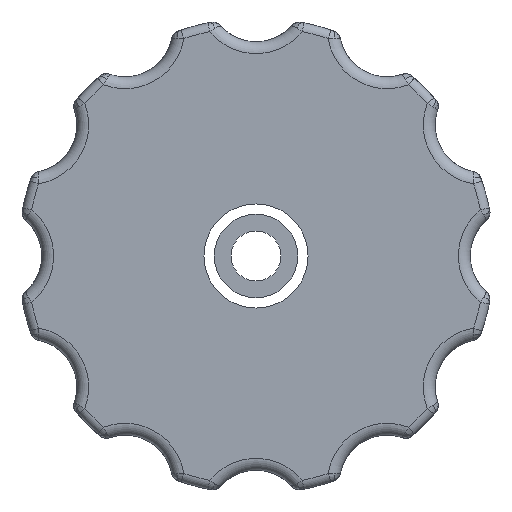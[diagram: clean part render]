
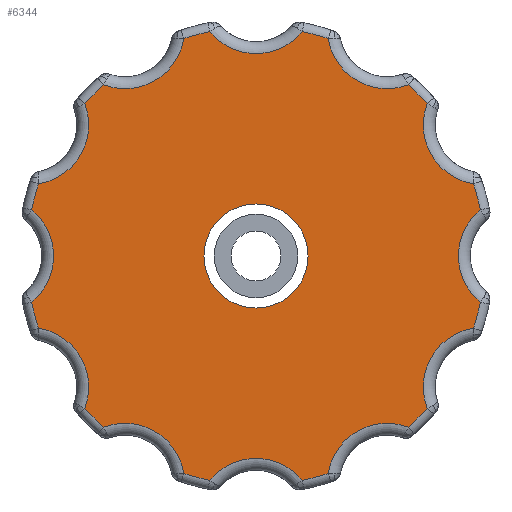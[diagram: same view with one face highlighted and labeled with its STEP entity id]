
A CAD part, front view. The second image highlights one B-rep face of the part: STEP entity #6344.
In plain terms, the highlighted planar face has unit normal (0, -1, 0).
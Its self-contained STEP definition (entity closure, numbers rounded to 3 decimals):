
#42=FACE_BOUND('',#884,.T.);
#54=PLANE('',#6872);
#458=FACE_OUTER_BOUND('',#883,.T.);
#883=EDGE_LOOP('',(#4659,#4660,#4661,#4662,#4663,#4664,#4665,#4666,#4667,
#4668,#4669,#4670,#4671,#4672,#4673,#4674,#4675,#4676,#4677,#4678,#4679,
#4680,#4681,#4682));
#884=EDGE_LOOP('',(#4683));
#1185=CIRCLE('',#6697,10.);
#1189=CIRCLE('',#6702,38.5);
#1204=CIRCLE('',#6722,38.5);
#1209=CIRCLE('',#6730,10.);
#1212=CIRCLE('',#6736,38.5);
#1217=CIRCLE('',#6744,10.);
#1220=CIRCLE('',#6750,38.5);
#1225=CIRCLE('',#6758,10.);
#1228=CIRCLE('',#6764,38.5);
#1233=CIRCLE('',#6772,10.);
#1236=CIRCLE('',#6778,38.5);
#1241=CIRCLE('',#6786,10.);
#1244=CIRCLE('',#6792,38.5);
#1249=CIRCLE('',#6800,10.);
#1252=CIRCLE('',#6806,38.5);
#1257=CIRCLE('',#6814,10.);
#1260=CIRCLE('',#6820,38.5);
#1265=CIRCLE('',#6828,10.);
#1268=CIRCLE('',#6834,38.5);
#1273=CIRCLE('',#6842,10.);
#1276=CIRCLE('',#6848,38.5);
#1281=CIRCLE('',#6856,10.);
#1284=CIRCLE('',#6862,38.5);
#1288=CIRCLE('',#6869,10.);
#1290=CIRCLE('',#6873,8.75);
#2390=VERTEX_POINT('',#9248);
#2394=VERTEX_POINT('',#9338);
#2406=VERTEX_POINT('',#9578);
#2436=VERTEX_POINT('',#9757);
#2439=VERTEX_POINT('',#9863);
#2450=VERTEX_POINT('',#10105);
#2453=VERTEX_POINT('',#10211);
#2464=VERTEX_POINT('',#10453);
#2467=VERTEX_POINT('',#10559);
#2478=VERTEX_POINT('',#10801);
#2481=VERTEX_POINT('',#10907);
#2492=VERTEX_POINT('',#11149);
#2495=VERTEX_POINT('',#11255);
#2506=VERTEX_POINT('',#11485);
#2509=VERTEX_POINT('',#11591);
#2520=VERTEX_POINT('',#11821);
#2523=VERTEX_POINT('',#11927);
#2534=VERTEX_POINT('',#12163);
#2537=VERTEX_POINT('',#12269);
#2548=VERTEX_POINT('',#12511);
#2551=VERTEX_POINT('',#12617);
#2562=VERTEX_POINT('',#12859);
#2565=VERTEX_POINT('',#12965);
#2576=VERTEX_POINT('',#13207);
#2583=VERTEX_POINT('',#13527);
#3025=EDGE_CURVE('',#2390,#2394,#1185,.T.);
#3029=EDGE_CURVE('',#2406,#2390,#1189,.T.);
#3063=EDGE_CURVE('',#2394,#2436,#1204,.T.);
#3082=EDGE_CURVE('',#2436,#2439,#1209,.T.);
#3088=EDGE_CURVE('',#2439,#2450,#1212,.T.);
#3107=EDGE_CURVE('',#2450,#2453,#1217,.T.);
#3113=EDGE_CURVE('',#2453,#2464,#1220,.T.);
#3132=EDGE_CURVE('',#2464,#2467,#1225,.T.);
#3138=EDGE_CURVE('',#2467,#2478,#1228,.T.);
#3157=EDGE_CURVE('',#2478,#2481,#1233,.T.);
#3163=EDGE_CURVE('',#2481,#2492,#1236,.T.);
#3182=EDGE_CURVE('',#2492,#2495,#1241,.T.);
#3188=EDGE_CURVE('',#2495,#2506,#1244,.T.);
#3207=EDGE_CURVE('',#2506,#2509,#1249,.T.);
#3213=EDGE_CURVE('',#2509,#2520,#1252,.T.);
#3232=EDGE_CURVE('',#2520,#2523,#1257,.T.);
#3238=EDGE_CURVE('',#2523,#2534,#1260,.T.);
#3257=EDGE_CURVE('',#2534,#2537,#1265,.T.);
#3263=EDGE_CURVE('',#2537,#2548,#1268,.T.);
#3282=EDGE_CURVE('',#2548,#2551,#1273,.T.);
#3288=EDGE_CURVE('',#2551,#2562,#1276,.T.);
#3307=EDGE_CURVE('',#2562,#2565,#1281,.T.);
#3313=EDGE_CURVE('',#2565,#2576,#1284,.T.);
#3328=EDGE_CURVE('',#2576,#2406,#1288,.T.);
#3330=EDGE_CURVE('',#2583,#2583,#1290,.T.);
#4659=ORIENTED_EDGE('',*,*,#3025,.F.);
#4660=ORIENTED_EDGE('',*,*,#3029,.F.);
#4661=ORIENTED_EDGE('',*,*,#3328,.F.);
#4662=ORIENTED_EDGE('',*,*,#3313,.F.);
#4663=ORIENTED_EDGE('',*,*,#3307,.F.);
#4664=ORIENTED_EDGE('',*,*,#3288,.F.);
#4665=ORIENTED_EDGE('',*,*,#3282,.F.);
#4666=ORIENTED_EDGE('',*,*,#3263,.F.);
#4667=ORIENTED_EDGE('',*,*,#3257,.F.);
#4668=ORIENTED_EDGE('',*,*,#3238,.F.);
#4669=ORIENTED_EDGE('',*,*,#3232,.F.);
#4670=ORIENTED_EDGE('',*,*,#3213,.F.);
#4671=ORIENTED_EDGE('',*,*,#3207,.F.);
#4672=ORIENTED_EDGE('',*,*,#3188,.F.);
#4673=ORIENTED_EDGE('',*,*,#3182,.F.);
#4674=ORIENTED_EDGE('',*,*,#3163,.F.);
#4675=ORIENTED_EDGE('',*,*,#3157,.F.);
#4676=ORIENTED_EDGE('',*,*,#3138,.F.);
#4677=ORIENTED_EDGE('',*,*,#3132,.F.);
#4678=ORIENTED_EDGE('',*,*,#3113,.F.);
#4679=ORIENTED_EDGE('',*,*,#3107,.F.);
#4680=ORIENTED_EDGE('',*,*,#3088,.F.);
#4681=ORIENTED_EDGE('',*,*,#3082,.F.);
#4682=ORIENTED_EDGE('',*,*,#3063,.F.);
#4683=ORIENTED_EDGE('',*,*,#3330,.F.);
#6344=ADVANCED_FACE('',(#458,#42),#54,.T.);
#6697=AXIS2_PLACEMENT_3D('',#9573,#7304,#7305);
#6702=AXIS2_PLACEMENT_3D('',#9580,#7314,#7315);
#6722=AXIS2_PLACEMENT_3D('',#9758,#7357,#7358);
#6730=AXIS2_PLACEMENT_3D('',#10087,#7376,#7377);
#6736=AXIS2_PLACEMENT_3D('',#10106,#7389,#7390);
#6744=AXIS2_PLACEMENT_3D('',#10435,#7408,#7409);
#6750=AXIS2_PLACEMENT_3D('',#10454,#7421,#7422);
#6758=AXIS2_PLACEMENT_3D('',#10783,#7440,#7441);
#6764=AXIS2_PLACEMENT_3D('',#10802,#7453,#7454);
#6772=AXIS2_PLACEMENT_3D('',#11131,#7472,#7473);
#6778=AXIS2_PLACEMENT_3D('',#11150,#7485,#7486);
#6786=AXIS2_PLACEMENT_3D('',#11467,#7504,#7505);
#6792=AXIS2_PLACEMENT_3D('',#11486,#7517,#7518);
#6800=AXIS2_PLACEMENT_3D('',#11803,#7536,#7537);
#6806=AXIS2_PLACEMENT_3D('',#11822,#7549,#7550);
#6814=AXIS2_PLACEMENT_3D('',#12145,#7568,#7569);
#6820=AXIS2_PLACEMENT_3D('',#12164,#7581,#7582);
#6828=AXIS2_PLACEMENT_3D('',#12493,#7600,#7601);
#6834=AXIS2_PLACEMENT_3D('',#12512,#7613,#7614);
#6842=AXIS2_PLACEMENT_3D('',#12841,#7632,#7633);
#6848=AXIS2_PLACEMENT_3D('',#12860,#7645,#7646);
#6856=AXIS2_PLACEMENT_3D('',#13189,#7664,#7665);
#6862=AXIS2_PLACEMENT_3D('',#13208,#7677,#7678);
#6869=AXIS2_PLACEMENT_3D('',#13523,#7693,#7694);
#6872=AXIS2_PLACEMENT_3D('',#13526,#7699,#7700);
#6873=AXIS2_PLACEMENT_3D('',#13528,#7701,#7702);
#7304=DIRECTION('center_axis',(0.,-1.,0.));
#7305=DIRECTION('ref_axis',(-0.866,0.,0.5));
#7314=DIRECTION('center_axis',(0.,1.,0.));
#7315=DIRECTION('ref_axis',(-1.,0.,0.));
#7357=DIRECTION('center_axis',(0.,1.,0.));
#7358=DIRECTION('ref_axis',(-1.,0.,0.));
#7376=DIRECTION('center_axis',(0.,-1.,0.));
#7377=DIRECTION('ref_axis',(-0.5,0.,0.866));
#7389=DIRECTION('center_axis',(0.,1.,0.));
#7390=DIRECTION('ref_axis',(-1.,0.,0.));
#7408=DIRECTION('center_axis',(0.,-1.,0.));
#7409=DIRECTION('ref_axis',(0.,0.,1.));
#7421=DIRECTION('center_axis',(0.,1.,0.));
#7422=DIRECTION('ref_axis',(-1.,0.,0.));
#7440=DIRECTION('center_axis',(0.,-1.,0.));
#7441=DIRECTION('ref_axis',(0.5,0.,0.866));
#7453=DIRECTION('center_axis',(0.,1.,0.));
#7454=DIRECTION('ref_axis',(-1.,0.,0.));
#7472=DIRECTION('center_axis',(0.,-1.,0.));
#7473=DIRECTION('ref_axis',(0.866,0.,0.5));
#7485=DIRECTION('center_axis',(0.,1.,0.));
#7486=DIRECTION('ref_axis',(-1.,0.,0.));
#7504=DIRECTION('center_axis',(0.,-1.,0.));
#7505=DIRECTION('ref_axis',(1.,0.,0.));
#7517=DIRECTION('center_axis',(0.,1.,0.));
#7518=DIRECTION('ref_axis',(-1.,0.,0.));
#7536=DIRECTION('center_axis',(0.,-1.,0.));
#7537=DIRECTION('ref_axis',(0.866,0.,-0.5));
#7549=DIRECTION('center_axis',(0.,1.,0.));
#7550=DIRECTION('ref_axis',(-1.,0.,0.));
#7568=DIRECTION('center_axis',(0.,-1.,0.));
#7569=DIRECTION('ref_axis',(0.5,0.,-0.866));
#7581=DIRECTION('center_axis',(0.,1.,0.));
#7582=DIRECTION('ref_axis',(-1.,0.,0.));
#7600=DIRECTION('center_axis',(0.,-1.,0.));
#7601=DIRECTION('ref_axis',(0.,0.,-1.));
#7613=DIRECTION('center_axis',(0.,1.,0.));
#7614=DIRECTION('ref_axis',(-1.,0.,0.));
#7632=DIRECTION('center_axis',(0.,-1.,0.));
#7633=DIRECTION('ref_axis',(-0.5,0.,-0.866));
#7645=DIRECTION('center_axis',(0.,1.,0.));
#7646=DIRECTION('ref_axis',(-1.,0.,0.));
#7664=DIRECTION('center_axis',(0.,-1.,0.));
#7665=DIRECTION('ref_axis',(-0.866,0.,-0.5));
#7677=DIRECTION('center_axis',(0.,1.,0.));
#7678=DIRECTION('ref_axis',(-1.,0.,0.));
#7693=DIRECTION('center_axis',(0.,-1.,0.));
#7694=DIRECTION('ref_axis',(-1.,0.,0.));
#7699=DIRECTION('center_axis',(0.,-1.,0.));
#7700=DIRECTION('ref_axis',(0.,0.,-1.));
#7701=DIRECTION('center_axis',(0.,-1.,0.));
#7702=DIRECTION('ref_axis',(1.,0.,0.));
#9248=CARTESIAN_POINT('',(36.542,-5.,-12.123));
#9338=CARTESIAN_POINT('',(28.77,-5.,-25.584));
#9573=CARTESIAN_POINT('Origin',(38.105,-5.,-22.));
#9578=CARTESIAN_POINT('',(37.707,-5.,-7.772));
#9580=CARTESIAN_POINT('Origin',(0.,-5.,0.));
#9757=CARTESIAN_POINT('',(25.584,-5.,-28.77));
#9758=CARTESIAN_POINT('Origin',(0.,-5.,0.));
#9863=CARTESIAN_POINT('',(12.123,-5.,-36.542));
#10087=CARTESIAN_POINT('Origin',(22.,-5.,-38.105));
#10105=CARTESIAN_POINT('',(7.772,-5.,-37.707));
#10106=CARTESIAN_POINT('Origin',(0.,-5.,0.));
#10211=CARTESIAN_POINT('',(-7.772,-5.,-37.707));
#10435=CARTESIAN_POINT('Origin',(0.,-5.,-44.));
#10453=CARTESIAN_POINT('',(-12.123,-5.,-36.542));
#10454=CARTESIAN_POINT('Origin',(0.,-5.,0.));
#10559=CARTESIAN_POINT('',(-25.584,-5.,-28.77));
#10783=CARTESIAN_POINT('Origin',(-22.,-5.,-38.105));
#10801=CARTESIAN_POINT('',(-28.77,-5.,-25.584));
#10802=CARTESIAN_POINT('Origin',(0.,-5.,0.));
#10907=CARTESIAN_POINT('',(-36.542,-5.,-12.123));
#11131=CARTESIAN_POINT('Origin',(-38.105,-5.,-22.));
#11149=CARTESIAN_POINT('',(-37.707,-5.,-7.772));
#11150=CARTESIAN_POINT('Origin',(0.,-5.,0.));
#11255=CARTESIAN_POINT('',(-37.707,-5.,7.772));
#11467=CARTESIAN_POINT('Origin',(-44.,-5.,0.));
#11485=CARTESIAN_POINT('',(-36.542,-5.,12.123));
#11486=CARTESIAN_POINT('Origin',(0.,-5.,0.));
#11591=CARTESIAN_POINT('',(-28.77,-5.,25.584));
#11803=CARTESIAN_POINT('Origin',(-38.105,-5.,22.));
#11821=CARTESIAN_POINT('',(-25.584,-5.,28.77));
#11822=CARTESIAN_POINT('Origin',(0.,-5.,0.));
#11927=CARTESIAN_POINT('',(-12.123,-5.,36.542));
#12145=CARTESIAN_POINT('Origin',(-22.,-5.,38.105));
#12163=CARTESIAN_POINT('',(-7.772,-5.,37.707));
#12164=CARTESIAN_POINT('Origin',(0.,-5.,0.));
#12269=CARTESIAN_POINT('',(7.772,-5.,37.707));
#12493=CARTESIAN_POINT('Origin',(0.,-5.,44.));
#12511=CARTESIAN_POINT('',(12.123,-5.,36.542));
#12512=CARTESIAN_POINT('Origin',(0.,-5.,0.));
#12617=CARTESIAN_POINT('',(25.584,-5.,28.77));
#12841=CARTESIAN_POINT('Origin',(22.,-5.,38.105));
#12859=CARTESIAN_POINT('',(28.77,-5.,25.584));
#12860=CARTESIAN_POINT('Origin',(0.,-5.,0.));
#12965=CARTESIAN_POINT('',(36.542,-5.,12.123));
#13189=CARTESIAN_POINT('Origin',(38.105,-5.,22.));
#13207=CARTESIAN_POINT('',(37.707,-5.,7.772));
#13208=CARTESIAN_POINT('Origin',(0.,-5.,0.));
#13523=CARTESIAN_POINT('Origin',(44.,-5.,0.));
#13526=CARTESIAN_POINT('Origin',(8.75,-5.,0.));
#13527=CARTESIAN_POINT('',(-8.75,-5.,0.));
#13528=CARTESIAN_POINT('Origin',(0.,-5.,0.));
